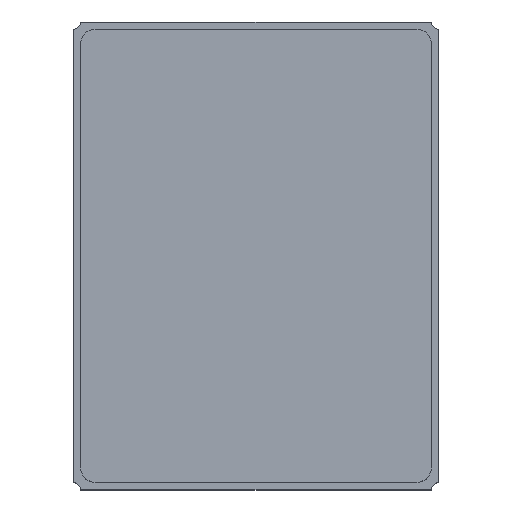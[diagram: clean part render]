
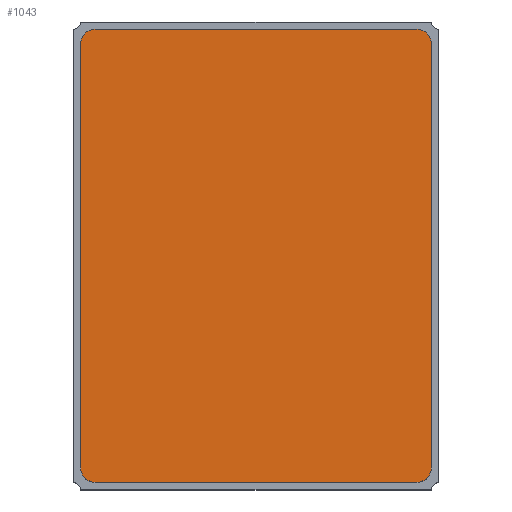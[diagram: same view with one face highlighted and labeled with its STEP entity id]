
A CAD part, top view. The second image highlights one B-rep face of the part: STEP entity #1043.
In plain terms, the highlighted planar face has unit normal (0, 0, 1).
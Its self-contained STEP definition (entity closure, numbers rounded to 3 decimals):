
#290=DIRECTION('',(0.,1.,0.));
#291=VECTOR('',#290,2.9);
#292=CARTESIAN_POINT('',(-1.2,-1.45,1.21));
#293=LINE('',#292,#291);
#297=CARTESIAN_POINT('',(-1.1,1.45,1.21));
#298=DIRECTION('',(0.,0.,1.));
#299=DIRECTION('',(0.,1.,0.));
#300=AXIS2_PLACEMENT_3D('',#297,#298,#299);
#305=DIRECTION('',(1.,0.,0.));
#306=VECTOR('',#305,2.2);
#307=CARTESIAN_POINT('',(-1.1,1.55,1.21));
#308=LINE('',#307,#306);
#312=CARTESIAN_POINT('',(1.1,1.45,1.21));
#313=DIRECTION('',(0.,0.,1.));
#314=DIRECTION('',(1.,0.,0.));
#315=AXIS2_PLACEMENT_3D('',#312,#313,#314);
#320=DIRECTION('',(0.,-1.,0.));
#321=VECTOR('',#320,2.9);
#322=CARTESIAN_POINT('',(1.2,1.45,1.21));
#323=LINE('',#322,#321);
#327=CARTESIAN_POINT('',(1.1,-1.45,1.21));
#328=DIRECTION('',(0.,0.,1.));
#329=DIRECTION('',(0.,-1.,0.));
#330=AXIS2_PLACEMENT_3D('',#327,#328,#329);
#335=DIRECTION('',(-1.,0.,0.));
#336=VECTOR('',#335,2.2);
#337=CARTESIAN_POINT('',(1.1,-1.55,1.21));
#338=LINE('',#337,#336);
#342=CARTESIAN_POINT('',(-1.1,-1.45,1.21));
#343=DIRECTION('',(0.,0.,1.));
#344=DIRECTION('',(-1.,0.,0.));
#345=AXIS2_PLACEMENT_3D('',#342,#343,#344);
#776=CARTESIAN_POINT('',(-1.2,-1.45,1.21));
#777=CARTESIAN_POINT('',(-1.2,1.45,1.21));
#778=VERTEX_POINT('',#776);
#779=VERTEX_POINT('',#777);
#780=CARTESIAN_POINT('',(-1.1,1.55,1.21));
#781=VERTEX_POINT('',#780);
#782=CARTESIAN_POINT('',(1.1,1.55,1.21));
#783=VERTEX_POINT('',#782);
#784=CARTESIAN_POINT('',(1.2,1.45,1.21));
#785=VERTEX_POINT('',#784);
#786=CARTESIAN_POINT('',(1.2,-1.45,1.21));
#787=VERTEX_POINT('',#786);
#788=CARTESIAN_POINT('',(1.1,-1.55,1.21));
#789=VERTEX_POINT('',#788);
#790=CARTESIAN_POINT('',(-1.1,-1.55,1.21));
#791=VERTEX_POINT('',#790);
#1021=CARTESIAN_POINT('',(0.,0.,1.21));
#1022=DIRECTION('',(0.,0.,1.));
#1023=DIRECTION('',(0.,1.,0.));
#1024=AXIS2_PLACEMENT_3D('',#1021,#1022,#1023);
#1025=PLANE('',#1024);
#1026=ORIENTED_EDGE('',*,*,#1011,.T.);
#1028=ORIENTED_EDGE('',*,*,#1027,.F.);
#1030=ORIENTED_EDGE('',*,*,#1029,.T.);
#1032=ORIENTED_EDGE('',*,*,#1031,.F.);
#1034=ORIENTED_EDGE('',*,*,#1033,.T.);
#1036=ORIENTED_EDGE('',*,*,#1035,.F.);
#1038=ORIENTED_EDGE('',*,*,#1037,.T.);
#1040=ORIENTED_EDGE('',*,*,#1039,.F.);
#1041=EDGE_LOOP('',(#1026,#1028,#1030,#1032,#1034,#1036,#1038,#1040));
#1042=FACE_OUTER_BOUND('',#1041,.F.);
#1043=ADVANCED_FACE('',(#1042),#1025,.T.);
#301=CIRCLE('',#300,0.1);
#316=CIRCLE('',#315,0.1);
#331=CIRCLE('',#330,0.1);
#346=CIRCLE('',#345,0.1);
#1011=EDGE_CURVE('',#778,#779,#293,.T.);
#1027=EDGE_CURVE('',#781,#779,#301,.T.);
#1029=EDGE_CURVE('',#781,#783,#308,.T.);
#1031=EDGE_CURVE('',#785,#783,#316,.T.);
#1033=EDGE_CURVE('',#785,#787,#323,.T.);
#1035=EDGE_CURVE('',#789,#787,#331,.T.);
#1037=EDGE_CURVE('',#789,#791,#338,.T.);
#1039=EDGE_CURVE('',#778,#791,#346,.T.);
